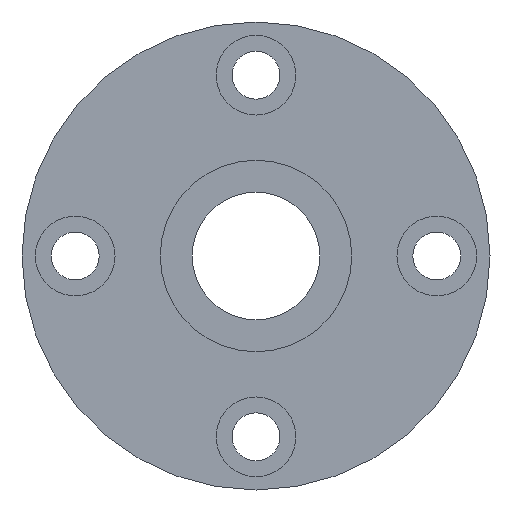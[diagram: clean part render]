
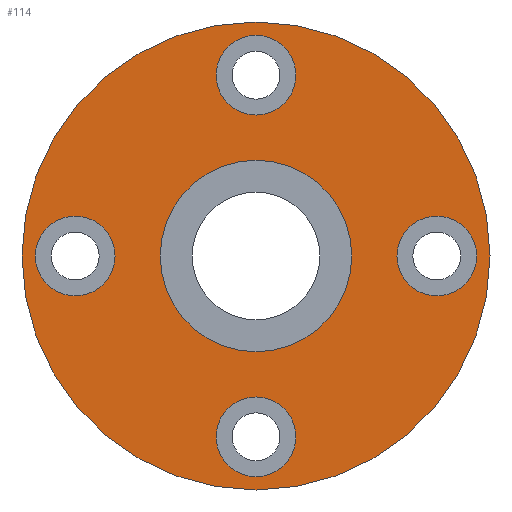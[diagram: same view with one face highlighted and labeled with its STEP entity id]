
A CAD part, left-side view. The second image highlights one B-rep face of the part: STEP entity #114.
In plain terms, the highlighted planar face has unit normal (-1, 0, 0).
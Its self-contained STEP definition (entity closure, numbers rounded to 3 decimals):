
#114 = ADVANCED_FACE( '', ( #207, #208, #209, #210, #211, #212 ), #213, .T. );
#207 = FACE_BOUND( '', #305, .T. );
#208 = FACE_BOUND( '', #306, .T. );
#209 = FACE_BOUND( '', #307, .T. );
#210 = FACE_BOUND( '', #308, .T. );
#211 = FACE_BOUND( '', #309, .T. );
#212 = FACE_OUTER_BOUND( '', #310, .T. );
#213 = PLANE( '', #311 );
#305 = EDGE_LOOP( '', ( #599, #600 ) );
#306 = EDGE_LOOP( '', ( #601, #602 ) );
#307 = EDGE_LOOP( '', ( #603, #604 ) );
#308 = EDGE_LOOP( '', ( #605, #606 ) );
#309 = EDGE_LOOP( '', ( #607, #608 ) );
#310 = EDGE_LOOP( '', ( #609, #610 ) );
#311 = AXIS2_PLACEMENT_3D( '', #611, #612, #613 );
#599 = ORIENTED_EDGE( '', *, *, #679, .T. );
#600 = ORIENTED_EDGE( '', *, *, #669, .T. );
#601 = ORIENTED_EDGE( '', *, *, #683, .T. );
#602 = ORIENTED_EDGE( '', *, *, #661, .T. );
#603 = ORIENTED_EDGE( '', *, *, #687, .T. );
#604 = ORIENTED_EDGE( '', *, *, #653, .T. );
#605 = ORIENTED_EDGE( '', *, *, #691, .T. );
#606 = ORIENTED_EDGE( '', *, *, #645, .T. );
#607 = ORIENTED_EDGE( '', *, *, #692, .F. );
#608 = ORIENTED_EDGE( '', *, *, #643, .F. );
#609 = ORIENTED_EDGE( '', *, *, #617, .T. );
#610 = ORIENTED_EDGE( '', *, *, #704, .T. );
#611 = CARTESIAN_POINT( '', ( 0., 15.5, 0. ) );
#612 = DIRECTION( '', ( -1., 0., 0. ) );
#613 = DIRECTION( '', ( 0., 1., 0. ) );
#617 = EDGE_CURVE( '', #706, #710, #712, .T. );
#643 = EDGE_CURVE( '', #761, #757, #763, .T. );
#645 = EDGE_CURVE( '', #767, #764, #768, .T. );
#653 = EDGE_CURVE( '', #783, #780, #784, .T. );
#661 = EDGE_CURVE( '', #799, #796, #800, .T. );
#669 = EDGE_CURVE( '', #815, #812, #816, .T. );
#679 = EDGE_CURVE( '', #812, #815, #831, .T. );
#683 = EDGE_CURVE( '', #796, #799, #835, .T. );
#687 = EDGE_CURVE( '', #780, #783, #839, .T. );
#691 = EDGE_CURVE( '', #764, #767, #843, .T. );
#692 = EDGE_CURVE( '', #757, #761, #844, .T. );
#704 = EDGE_CURVE( '', #710, #706, #856, .T. );
#706 = VERTEX_POINT( '', #858 );
#710 = VERTEX_POINT( '', #863 );
#712 = CIRCLE( '', #866, 22. );
#757 = VERTEX_POINT( '', #919 );
#761 = VERTEX_POINT( '', #924 );
#763 = CIRCLE( '', #927, 9. );
#764 = VERTEX_POINT( '', #928 );
#767 = VERTEX_POINT( '', #932 );
#768 = CIRCLE( '', #933, 3.75 );
#780 = VERTEX_POINT( '', #948 );
#783 = VERTEX_POINT( '', #952 );
#784 = CIRCLE( '', #953, 3.75 );
#796 = VERTEX_POINT( '', #968 );
#799 = VERTEX_POINT( '', #972 );
#800 = CIRCLE( '', #973, 3.75 );
#812 = VERTEX_POINT( '', #988 );
#815 = VERTEX_POINT( '', #992 );
#816 = CIRCLE( '', #993, 3.75 );
#831 = CIRCLE( '', #1011, 3.75 );
#835 = CIRCLE( '', #1015, 3.75 );
#839 = CIRCLE( '', #1019, 3.75 );
#843 = CIRCLE( '', #1023, 3.75 );
#844 = CIRCLE( '', #1024, 9. );
#856 = CIRCLE( '', #1036, 22. );
#858 = CARTESIAN_POINT( '', ( 0., 22., 0. ) );
#863 = CARTESIAN_POINT( '', ( 0., -22., 0. ) );
#866 = AXIS2_PLACEMENT_3D( '', #1042, #1043, #1044 );
#919 = CARTESIAN_POINT( '', ( 0., 9., 0. ) );
#924 = CARTESIAN_POINT( '', ( 0., -9., 0. ) );
#927 = AXIS2_PLACEMENT_3D( '', #1100, #1101, #1102 );
#928 = CARTESIAN_POINT( '', ( 0., 20.75, 0. ) );
#932 = CARTESIAN_POINT( '', ( 0., 13.25, 0. ) );
#933 = AXIS2_PLACEMENT_3D( '', #1104, #1105, #1106 );
#948 = CARTESIAN_POINT( '', ( 0., 3.75, -17. ) );
#952 = CARTESIAN_POINT( '', ( 0., -3.75, -17. ) );
#953 = AXIS2_PLACEMENT_3D( '', #1120, #1121, #1122 );
#968 = CARTESIAN_POINT( '', ( 0., -13.25, 0. ) );
#972 = CARTESIAN_POINT( '', ( 0., -20.75, 0. ) );
#973 = AXIS2_PLACEMENT_3D( '', #1136, #1137, #1138 );
#988 = CARTESIAN_POINT( '', ( 0., 3.75, 17. ) );
#992 = CARTESIAN_POINT( '', ( 0., -3.75, 17. ) );
#993 = AXIS2_PLACEMENT_3D( '', #1152, #1153, #1154 );
#1011 = AXIS2_PLACEMENT_3D( '', #1176, #1177, #1178 );
#1015 = AXIS2_PLACEMENT_3D( '', #1188, #1189, #1190 );
#1019 = AXIS2_PLACEMENT_3D( '', #1200, #1201, #1202 );
#1023 = AXIS2_PLACEMENT_3D( '', #1212, #1213, #1214 );
#1024 = AXIS2_PLACEMENT_3D( '', #1215, #1216, #1217 );
#1036 = AXIS2_PLACEMENT_3D( '', #1251, #1252, #1253 );
#1042 = CARTESIAN_POINT( '', ( 0., 0., 0. ) );
#1043 = DIRECTION( '', ( -1., 0., 0. ) );
#1044 = DIRECTION( '', ( 0., 1., 0. ) );
#1100 = CARTESIAN_POINT( '', ( 0., 0., 0. ) );
#1101 = DIRECTION( '', ( -1., 0., 0. ) );
#1102 = DIRECTION( '', ( 0., 1., 0. ) );
#1104 = CARTESIAN_POINT( '', ( 0., 17., 0. ) );
#1105 = DIRECTION( '', ( 1., 0., 0. ) );
#1106 = DIRECTION( '', ( 0., 1., 0. ) );
#1120 = CARTESIAN_POINT( '', ( 0., 0., -17. ) );
#1121 = DIRECTION( '', ( 1., 0., 0. ) );
#1122 = DIRECTION( '', ( 0., 1., 0. ) );
#1136 = CARTESIAN_POINT( '', ( 0., -17., 0. ) );
#1137 = DIRECTION( '', ( 1., 0., 0. ) );
#1138 = DIRECTION( '', ( 0., 1., 0. ) );
#1152 = CARTESIAN_POINT( '', ( 0., 0., 17. ) );
#1153 = DIRECTION( '', ( 1., 0., 0. ) );
#1154 = DIRECTION( '', ( 0., 1., 0. ) );
#1176 = CARTESIAN_POINT( '', ( 0., 0., 17. ) );
#1177 = DIRECTION( '', ( 1., 0., 0. ) );
#1178 = DIRECTION( '', ( 0., 1., 0. ) );
#1188 = CARTESIAN_POINT( '', ( 0., -17., 0. ) );
#1189 = DIRECTION( '', ( 1., 0., 0. ) );
#1190 = DIRECTION( '', ( 0., 1., 0. ) );
#1200 = CARTESIAN_POINT( '', ( 0., 0., -17. ) );
#1201 = DIRECTION( '', ( 1., 0., 0. ) );
#1202 = DIRECTION( '', ( 0., 1., 0. ) );
#1212 = CARTESIAN_POINT( '', ( 0., 17., 0. ) );
#1213 = DIRECTION( '', ( 1., 0., 0. ) );
#1214 = DIRECTION( '', ( 0., 1., 0. ) );
#1215 = CARTESIAN_POINT( '', ( 0., 0., 0. ) );
#1216 = DIRECTION( '', ( -1., 0., 0. ) );
#1217 = DIRECTION( '', ( 0., 1., 0. ) );
#1251 = CARTESIAN_POINT( '', ( 0., 0., 0. ) );
#1252 = DIRECTION( '', ( -1., 0., 0. ) );
#1253 = DIRECTION( '', ( 0., 1., 0. ) );
